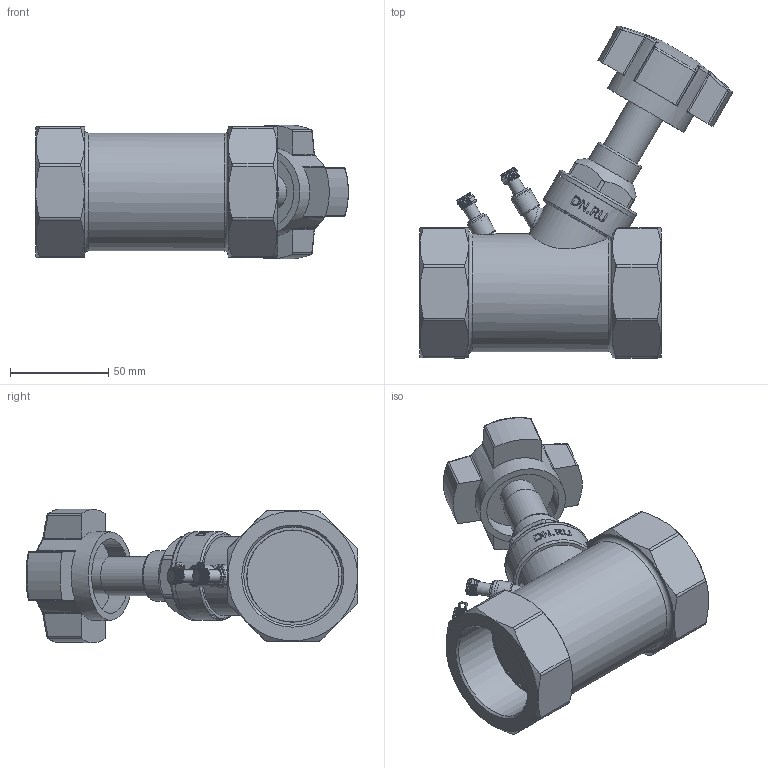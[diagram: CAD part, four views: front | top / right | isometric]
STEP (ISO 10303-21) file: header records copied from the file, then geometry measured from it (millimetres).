
FILE_DESCRIPTION(/* description */ (''),/* implementation_level */ '2;1');
FILE_NAME(/* name */ 'DN50_3D_STEP.stp',/* time_stamp */ '2024-03-20T16:47:10+03:00',/* author */ ('igorr'),/* organization */ (''),/* preprocessor_version */ 'ST-DEVELOPER v19.2',/* originating_system */ 'Autodesk Inventor 2023',/* authorisation */ '');
FILE_SCHEMA (('AUTOMOTIVE_DESIGN { 1 0 10303 214 3 1 1 }'));
Length unit declared in the file: millimetre
Products named in the file (3): Сборка; Деталь1; Деталь2
Assembly tree (2 placements, depth 2):
  Сборка
    Деталь1
    Деталь2
Bounding box: 159.34 x 169 x 67.9 mm (x, y, z)
Volume: 360285 mm3; surface area: 74075.7 mm2
Topology: 2 solids, 4 shells, 1060 faces, 2890 edges, 1874 vertices
Faces by surface type: plane 845, cylinder 102, bspline 66, torus 21, cone 18, sphere 8
Full cylindrical faces by diameter (mm): 6.5 x2, 9 x1, 11 x2, 15 x1, 17.157 x1, 18 x1, 20 x1, 25.548 x1, 38 x1, 45 x4, 50 x2, 60 x1
Entity records: 35707 total; most frequent: CARTESIAN_POINT 9045, ORIENTED_EDGE 5780, DIRECTION 4739, EDGE_CURVE 2890, LINE 1937, VECTOR 1937, VERTEX_POINT 1874, AXIS2_PLACEMENT_3D 1401
